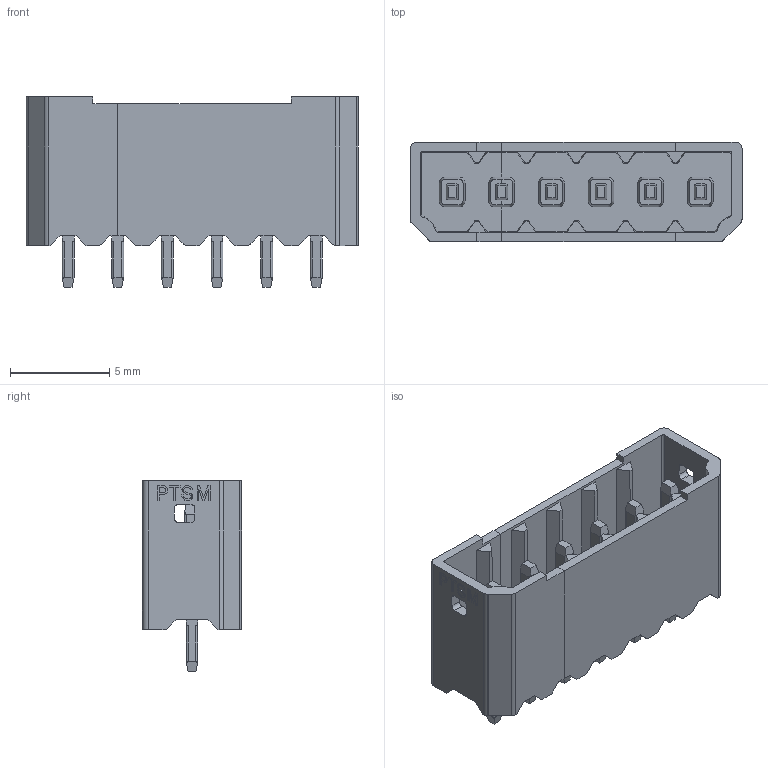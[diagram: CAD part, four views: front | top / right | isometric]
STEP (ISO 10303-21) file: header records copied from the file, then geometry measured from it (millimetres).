
FILE_DESCRIPTION(('STEP AP214'),'1');
FILE_NAME('cctmp_893D933C-D797-4FD9-AFE5-C6E67FD80799_2023_08_02_10_53_26_0602_5832..stp','2023-08-02T10:53:27',('PHOENIX CONTACT Deutschland GmbH'),('CADClick - www.CADClick.com'),'Spatial InterOp 3D',' ','unknown authorization');
FILE_SCHEMA(('AUTOMOTIVE_DESIGN'));
Length unit declared in the file: millimetre
Products named in the file (8): 2023_08_02_10_53_26_0243; 2023_08_02_10_53_26_0602; 2023_08_02_10_53_26_0587; 2023_08_02_10_53_26_0571; 2023_08_02_10_53_26_0555; 2023_08_02_10_53_26_0540; 2023_08_02_10_53_26_0524; 2023_08_02_10_53_26_0477
Assembly tree (7 placements, depth 2):
  2023_08_02_10_53_26_0243
    2023_08_02_10_53_26_0602
    2023_08_02_10_53_26_0587
    2023_08_02_10_53_26_0571
    2023_08_02_10_53_26_0555
    2023_08_02_10_53_26_0540
    2023_08_02_10_53_26_0524
    2023_08_02_10_53_26_0477
Bounding box: 16.72 x 5 x 9.6 mm (x, y, z)
Volume: 305.8 mm3; surface area: 958.4 mm2
Topology: 8 solids, 8 shells, 880 faces, 2547 edges, 1693 vertices
Faces by surface type: plane 676, cylinder 152, cone 52
Entity records: 59949 total; most frequent: CARTESIAN_POINT 9856, ORIENTED_EDGE 5094, STYLED_ITEM 4849, PRESENTATION_STYLE_ASSIGNMENT 4849, COLOUR_RGB 4849, DIRECTION 4347, EDGE_CURVE 2547, CURVE_STYLE 2454
